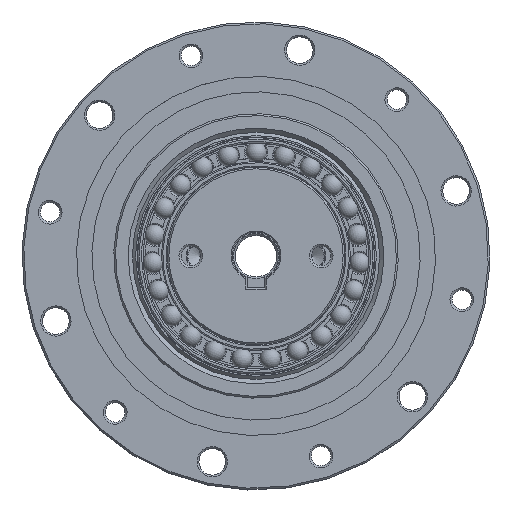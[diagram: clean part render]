
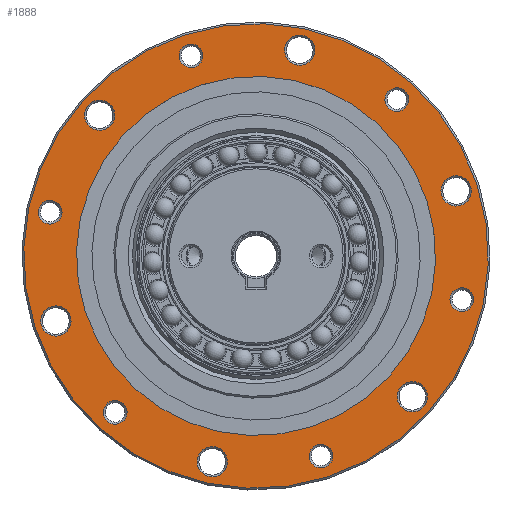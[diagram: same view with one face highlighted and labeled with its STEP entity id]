
A CAD part, top view. The second image highlights one B-rep face of the part: STEP entity #1888.
In plain terms, the highlighted planar face has unit normal (0, 0, 1).
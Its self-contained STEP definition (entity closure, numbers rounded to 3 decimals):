
#1888=ADVANCED_FACE('',(#2825,#2826,#2827,#2828,#2829,#2830,#2831,#2832,
#2833,#2834,#2835,#2836,#2837,#2838),#2352,.T.);
#2352=PLANE('',#9058);
#2825=FACE_BOUND('',#3719,.T.);
#2826=FACE_BOUND('',#3720,.T.);
#2827=FACE_BOUND('',#3721,.T.);
#2828=FACE_BOUND('',#3722,.T.);
#2829=FACE_BOUND('',#3723,.T.);
#2830=FACE_BOUND('',#3724,.T.);
#2831=FACE_BOUND('',#3725,.T.);
#2832=FACE_BOUND('',#3726,.T.);
#2833=FACE_BOUND('',#3727,.T.);
#2834=FACE_BOUND('',#3728,.T.);
#2835=FACE_BOUND('',#3729,.T.);
#2836=FACE_BOUND('',#3730,.T.);
#2837=FACE_BOUND('',#3731,.T.);
#2838=FACE_BOUND('',#3732,.T.);
#3719=EDGE_LOOP('',(#4765));
#3720=EDGE_LOOP('',(#4766));
#3721=EDGE_LOOP('',(#4767));
#3722=EDGE_LOOP('',(#4768));
#3723=EDGE_LOOP('',(#4769));
#3724=EDGE_LOOP('',(#4770));
#3725=EDGE_LOOP('',(#4771));
#3726=EDGE_LOOP('',(#4772));
#3727=EDGE_LOOP('',(#4773));
#3728=EDGE_LOOP('',(#4774));
#3729=EDGE_LOOP('',(#4775));
#3730=EDGE_LOOP('',(#4776));
#3731=EDGE_LOOP('',(#4777));
#3732=EDGE_LOOP('',(#4778));
#4765=ORIENTED_EDGE('',*,*,#7273,.T.);
#4766=ORIENTED_EDGE('',*,*,#7274,.T.);
#4767=ORIENTED_EDGE('',*,*,#7275,.T.);
#4768=ORIENTED_EDGE('',*,*,#7276,.T.);
#4769=ORIENTED_EDGE('',*,*,#7277,.T.);
#4770=ORIENTED_EDGE('',*,*,#7278,.T.);
#4771=ORIENTED_EDGE('',*,*,#7279,.T.);
#4772=ORIENTED_EDGE('',*,*,#7280,.T.);
#4773=ORIENTED_EDGE('',*,*,#7281,.T.);
#4774=ORIENTED_EDGE('',*,*,#7282,.T.);
#4775=ORIENTED_EDGE('',*,*,#7283,.T.);
#4776=ORIENTED_EDGE('',*,*,#7284,.T.);
#4777=ORIENTED_EDGE('',*,*,#7285,.T.);
#4778=ORIENTED_EDGE('',*,*,#7272,.F.);
#6478=VERTEX_POINT('',#13292);
#6479=VERTEX_POINT('',#13295);
#6480=VERTEX_POINT('',#13297);
#6481=VERTEX_POINT('',#13299);
#6482=VERTEX_POINT('',#13301);
#6483=VERTEX_POINT('',#13303);
#6484=VERTEX_POINT('',#13305);
#6485=VERTEX_POINT('',#13307);
#6486=VERTEX_POINT('',#13309);
#6487=VERTEX_POINT('',#13311);
#6488=VERTEX_POINT('',#13313);
#6489=VERTEX_POINT('',#13315);
#6490=VERTEX_POINT('',#13317);
#6491=VERTEX_POINT('',#13319);
#7272=EDGE_CURVE('',#6478,#6478,#8214,.T.);
#7273=EDGE_CURVE('',#6479,#6479,#8215,.T.);
#7274=EDGE_CURVE('',#6480,#6480,#8216,.T.);
#7275=EDGE_CURVE('',#6481,#6481,#8217,.T.);
#7276=EDGE_CURVE('',#6482,#6482,#8218,.T.);
#7277=EDGE_CURVE('',#6483,#6483,#8219,.T.);
#7278=EDGE_CURVE('',#6484,#6484,#8220,.T.);
#7279=EDGE_CURVE('',#6485,#6485,#8221,.T.);
#7280=EDGE_CURVE('',#6486,#6486,#8222,.T.);
#7281=EDGE_CURVE('',#6487,#6487,#8223,.T.);
#7282=EDGE_CURVE('',#6488,#6488,#8224,.T.);
#7283=EDGE_CURVE('',#6489,#6489,#8225,.T.);
#7284=EDGE_CURVE('',#6490,#6490,#8226,.T.);
#7285=EDGE_CURVE('',#6491,#6491,#8227,.T.);
#8214=CIRCLE('',#9043,39.2);
#8215=CIRCLE('',#9045,2.55);
#8216=CIRCLE('',#9046,2.);
#8217=CIRCLE('',#9047,2.55);
#8218=CIRCLE('',#9048,2.);
#8219=CIRCLE('',#9049,2.55);
#8220=CIRCLE('',#9050,2.);
#8221=CIRCLE('',#9051,2.55);
#8222=CIRCLE('',#9052,2.);
#8223=CIRCLE('',#9053,2.55);
#8224=CIRCLE('',#9054,2.);
#8225=CIRCLE('',#9055,2.55);
#8226=CIRCLE('',#9056,2.);
#8227=CIRCLE('',#9057,30.3);
#9043=AXIS2_PLACEMENT_3D('',#13291,#10684,#10685);
#9045=AXIS2_PLACEMENT_3D('',#13294,#10688,#10689);
#9046=AXIS2_PLACEMENT_3D('',#13296,#10690,#10691);
#9047=AXIS2_PLACEMENT_3D('',#13298,#10692,#10693);
#9048=AXIS2_PLACEMENT_3D('',#13300,#10694,#10695);
#9049=AXIS2_PLACEMENT_3D('',#13302,#10696,#10697);
#9050=AXIS2_PLACEMENT_3D('',#13304,#10698,#10699);
#9051=AXIS2_PLACEMENT_3D('',#13306,#10700,#10701);
#9052=AXIS2_PLACEMENT_3D('',#13308,#10702,#10703);
#9053=AXIS2_PLACEMENT_3D('',#13310,#10704,#10705);
#9054=AXIS2_PLACEMENT_3D('',#13312,#10706,#10707);
#9055=AXIS2_PLACEMENT_3D('',#13314,#10708,#10709);
#9056=AXIS2_PLACEMENT_3D('',#13316,#10710,#10711);
#9057=AXIS2_PLACEMENT_3D('',#13318,#10712,#10713);
#9058=AXIS2_PLACEMENT_3D('',#13320,#10714,#10715);
#10684=DIRECTION('',(0.,0.,-1.));
#10685=DIRECTION('',(-1.,0.,0.));
#10688=DIRECTION('',(0.,0.,-1.));
#10689=DIRECTION('',(1.,0.,0.));
#10690=DIRECTION('',(0.,0.,-1.));
#10691=DIRECTION('',(1.,0.,0.));
#10692=DIRECTION('',(0.,0.,-1.));
#10693=DIRECTION('',(1.,0.,0.));
#10694=DIRECTION('',(0.,0.,-1.));
#10695=DIRECTION('',(1.,0.,0.));
#10696=DIRECTION('',(0.,0.,-1.));
#10697=DIRECTION('',(1.,0.,0.));
#10698=DIRECTION('',(0.,0.,-1.));
#10699=DIRECTION('',(1.,0.,0.));
#10700=DIRECTION('',(0.,0.,-1.));
#10701=DIRECTION('',(1.,0.,0.));
#10702=DIRECTION('',(0.,0.,-1.));
#10703=DIRECTION('',(1.,0.,0.));
#10704=DIRECTION('',(0.,0.,-1.));
#10705=DIRECTION('',(1.,0.,0.));
#10706=DIRECTION('',(0.,0.,-1.));
#10707=DIRECTION('',(1.,0.,0.));
#10708=DIRECTION('',(0.,0.,-1.));
#10709=DIRECTION('',(1.,0.,0.));
#10710=DIRECTION('',(0.,0.,-1.));
#10711=DIRECTION('',(1.,0.,0.));
#10712=DIRECTION('',(0.,0.,-1.));
#10713=DIRECTION('',(-1.,0.,0.));
#10714=DIRECTION('',(0.,0.,1.));
#10715=DIRECTION('',(1.,0.,0.));
#13291=CARTESIAN_POINT('',(0.,0.,22.8));
#13292=CARTESIAN_POINT('',(-39.2,0.,22.8));
#13294=CARTESIAN_POINT('',(-17.75,-30.744,22.8));
#13295=CARTESIAN_POINT('',(-15.2,-30.744,22.8));
#13296=CARTESIAN_POINT('',(-30.744,17.75,22.8));
#13297=CARTESIAN_POINT('',(-28.744,17.75,22.8));
#13298=CARTESIAN_POINT('',(17.75,-30.744,22.8));
#13299=CARTESIAN_POINT('',(20.3,-30.744,22.8));
#13300=CARTESIAN_POINT('',(-30.744,-17.75,22.8));
#13301=CARTESIAN_POINT('',(-28.744,-17.75,22.8));
#13302=CARTESIAN_POINT('',(35.5,0.,22.8));
#13303=CARTESIAN_POINT('',(38.05,0.,22.8));
#13304=CARTESIAN_POINT('',(0.,-35.5,22.8));
#13305=CARTESIAN_POINT('',(2.,-35.5,22.8));
#13306=CARTESIAN_POINT('',(17.75,30.744,22.8));
#13307=CARTESIAN_POINT('',(20.3,30.744,22.8));
#13308=CARTESIAN_POINT('',(30.744,-17.75,22.8));
#13309=CARTESIAN_POINT('',(32.744,-17.75,22.8));
#13310=CARTESIAN_POINT('',(-17.75,30.744,22.8));
#13311=CARTESIAN_POINT('',(-15.2,30.744,22.8));
#13312=CARTESIAN_POINT('',(30.744,17.75,22.8));
#13313=CARTESIAN_POINT('',(32.744,17.75,22.8));
#13314=CARTESIAN_POINT('',(-35.5,0.,22.8));
#13315=CARTESIAN_POINT('',(-32.95,0.,22.8));
#13316=CARTESIAN_POINT('',(0.,35.5,22.8));
#13317=CARTESIAN_POINT('',(2.,35.5,22.8));
#13318=CARTESIAN_POINT('',(0.,0.,22.8));
#13319=CARTESIAN_POINT('',(-30.3,0.,22.8));
#13320=CARTESIAN_POINT('',(39.2,0.,22.8));
